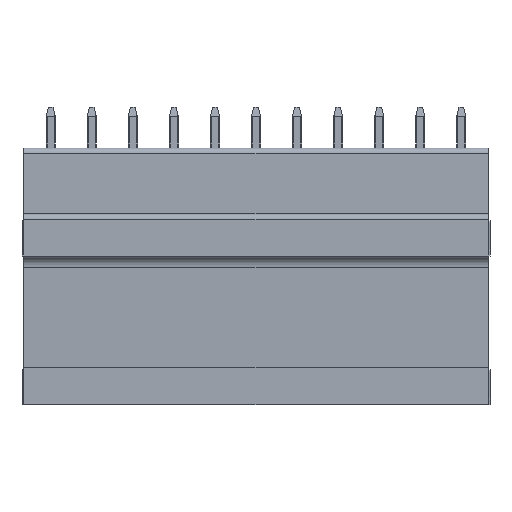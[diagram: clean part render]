
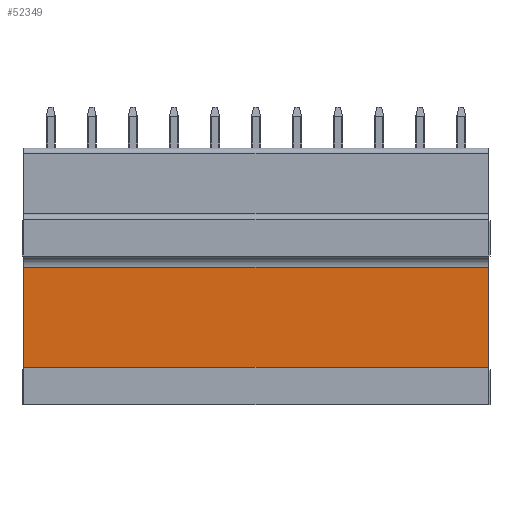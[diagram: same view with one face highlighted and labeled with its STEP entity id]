
A CAD part, front view. The second image highlights one B-rep face of the part: STEP entity #52349.
In plain terms, the highlighted planar face has unit normal (0, -1, -0.026).
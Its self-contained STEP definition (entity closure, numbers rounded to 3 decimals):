
#17880=DIRECTION('',(-1.,0.,0.));
#17881=VECTOR('',#17880,39.6);
#17882=CARTESIAN_POINT('',(-0.15,4.2,-9.5));
#17883=LINE('',#17882,#17881);
#17888=DIRECTION('',(0.,0.026,-1.));
#17889=VECTOR('',#17888,8.529);
#17890=CARTESIAN_POINT('',(-39.75,3.98,-0.974));
#17891=LINE('',#17890,#17889);
#17892=DIRECTION('',(-1.,0.,0.));
#17893=VECTOR('',#17892,39.6);
#17894=CARTESIAN_POINT('',(-0.15,3.98,-0.974));
#17895=LINE('',#17894,#17893);
#17896=DIRECTION('',(0.,0.026,-1.));
#17897=VECTOR('',#17896,8.529);
#17898=CARTESIAN_POINT('',(-0.15,3.98,-0.974));
#17899=LINE('',#17898,#17897);
#26384=CARTESIAN_POINT('',(-0.15,3.98,-0.974));
#26385=VERTEX_POINT('',#26384);
#26386=CARTESIAN_POINT('',(-0.15,4.2,-9.5));
#26387=VERTEX_POINT('',#26386);
#28109=CARTESIAN_POINT('',(-39.75,3.98,-0.974));
#28110=VERTEX_POINT('',#28109);
#28111=CARTESIAN_POINT('',(-39.75,4.2,-9.5));
#28112=VERTEX_POINT('',#28111);
#52336=CARTESIAN_POINT('',(0.,3.98,-0.974));
#52337=DIRECTION('',(0.,-1.,-0.026));
#52338=DIRECTION('',(0.,0.026,-1.));
#52339=AXIS2_PLACEMENT_3D('',#52336,#52337,#52338);
#52340=PLANE('',#52339);
#52341=ORIENTED_EDGE('',*,*,#39914,.F.);
#52343=ORIENTED_EDGE('',*,*,#52342,.F.);
#52345=ORIENTED_EDGE('',*,*,#52344,.T.);
#52346=ORIENTED_EDGE('',*,*,#52328,.T.);
#52347=EDGE_LOOP('',(#52341,#52343,#52345,#52346));
#52348=FACE_OUTER_BOUND('',#52347,.F.);
#52349=ADVANCED_FACE('',(#52348),#52340,.T.);
#39914=EDGE_CURVE('',#28110,#28112,#17891,.T.);
#52328=EDGE_CURVE('',#26387,#28112,#17883,.T.);
#52342=EDGE_CURVE('',#26385,#28110,#17895,.T.);
#52344=EDGE_CURVE('',#26385,#26387,#17899,.T.);
